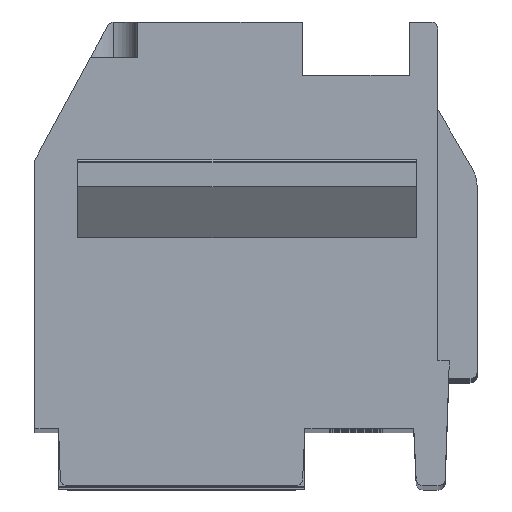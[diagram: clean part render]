
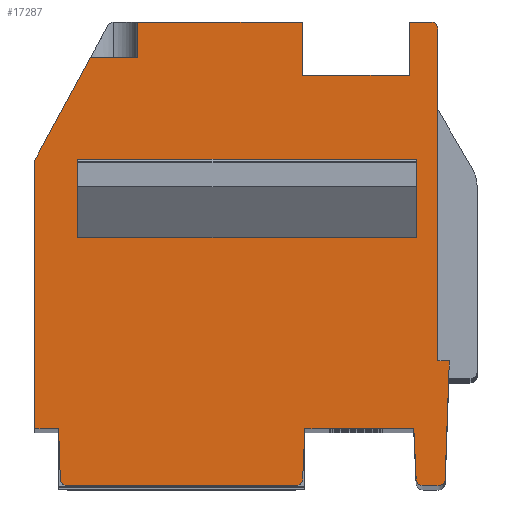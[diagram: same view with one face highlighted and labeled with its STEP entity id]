
A CAD part, top view. The second image highlights one B-rep face of the part: STEP entity #17287.
In plain terms, the highlighted planar face has unit normal (0, 0, 1).
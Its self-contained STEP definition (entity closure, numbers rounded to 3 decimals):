
#34=DIRECTION('',(0.,1.,0.));
#35=VECTOR('',#34,1.55);
#36=CARTESIAN_POINT('',(-5.188,0.15,67.5));
#37=LINE('',#36,#35);
#38=DIRECTION('',(-1.,0.,0.));
#39=VECTOR('',#38,9.5);
#40=CARTESIAN_POINT('',(4.312,0.15,67.5));
#41=LINE('',#40,#39);
#42=DIRECTION('',(0.,1.,0.));
#43=VECTOR('',#42,1.55);
#44=CARTESIAN_POINT('',(4.312,0.15,67.5));
#45=LINE('',#44,#43);
#46=DIRECTION('',(-1.,0.,0.));
#47=VECTOR('',#46,9.5);
#48=CARTESIAN_POINT('',(4.312,1.7,67.5));
#49=LINE('',#48,#47);
#50=DIRECTION('',(0.,-1.,0.));
#51=VECTOR('',#50,7.041);
#52=CARTESIAN_POINT('',(4.912,3.741,67.5));
#53=LINE('',#52,#51);
#54=DIRECTION('',(1.,0.,0.));
#55=VECTOR('',#54,0.32);
#56=CARTESIAN_POINT('',(4.912,-3.3,67.5));
#57=LINE('',#56,#55);
#58=DIRECTION('',(-0.035,-0.999,0.));
#59=VECTOR('',#58,0.502);
#60=CARTESIAN_POINT('',(5.232,-3.3,67.5));
#61=LINE('',#60,#59);
#62=DIRECTION('',(0.035,0.999,0.));
#63=VECTOR('',#62,2.807);
#64=CARTESIAN_POINT('',(5.116,-6.607,67.5));
#65=LINE('',#64,#63);
#66=CARTESIAN_POINT('',(4.916,-6.6,67.5));
#67=DIRECTION('',(0.,0.,-1.));
#68=DIRECTION('',(0.999,-0.035,0.));
#69=AXIS2_PLACEMENT_3D('',#66,#67,#68);
#71=DIRECTION('',(-1.,0.,0.));
#72=VECTOR('',#71,0.416);
#73=CARTESIAN_POINT('',(4.916,-6.8,67.5));
#74=LINE('',#73,#72);
#75=CARTESIAN_POINT('',(4.501,-6.6,67.5));
#76=DIRECTION('',(0.,0.,-1.));
#77=DIRECTION('',(0.,-1.,0.));
#78=AXIS2_PLACEMENT_3D('',#75,#76,#77);
#80=DIRECTION('',(-0.045,0.999,0.));
#81=VECTOR('',#80,1.411);
#82=CARTESIAN_POINT('',(4.301,-6.609,67.5));
#83=LINE('',#82,#81);
#84=DIRECTION('',(-1.,0.,0.));
#85=VECTOR('',#84,3.052);
#86=CARTESIAN_POINT('',(4.237,-5.2,67.5));
#87=LINE('',#86,#85);
#88=DIRECTION('',(0.045,0.999,0.));
#89=VECTOR('',#88,1.411);
#90=CARTESIAN_POINT('',(1.12,-6.609,67.5));
#91=LINE('',#90,#89);
#92=CARTESIAN_POINT('',(0.92,-6.6,67.5));
#93=DIRECTION('',(0.,0.,1.));
#94=DIRECTION('',(0.,-1.,0.));
#95=AXIS2_PLACEMENT_3D('',#92,#93,#94);
#97=DIRECTION('',(1.,0.,0.));
#98=VECTOR('',#97,6.396);
#99=CARTESIAN_POINT('',(-5.475,-6.8,67.5));
#100=LINE('',#99,#98);
#101=CARTESIAN_POINT('',(-5.475,-6.6,67.5));
#102=DIRECTION('',(0.,0.,1.));
#103=DIRECTION('',(-0.999,-0.035,0.));
#104=AXIS2_PLACEMENT_3D('',#101,#102,#103);
#106=DIRECTION('',(0.035,-0.999,0.));
#107=VECTOR('',#106,1.408);
#108=CARTESIAN_POINT('',(-5.724,-5.2,67.5));
#109=LINE('',#108,#107);
#110=DIRECTION('',(1.,0.,0.));
#111=VECTOR('',#110,0.664);
#112=CARTESIAN_POINT('',(-6.388,-5.2,67.5));
#113=LINE('',#112,#111);
#114=DIRECTION('',(0.,1.,0.));
#115=VECTOR('',#114,7.53);
#116=CARTESIAN_POINT('',(-6.388,-5.2,67.5));
#117=LINE('',#116,#115);
#118=DIRECTION('',(-0.477,-0.879,0.));
#119=VECTOR('',#118,3.266);
#120=CARTESIAN_POINT('',(-4.83,5.2,67.5));
#121=LINE('',#120,#119);
#122=DIRECTION('',(1.,0.,0.));
#123=VECTOR('',#122,1.316);
#124=CARTESIAN_POINT('',(-4.83,5.2,67.5));
#125=LINE('',#124,#123);
#126=DIRECTION('',(0.,1.,0.));
#127=VECTOR('',#126,1.);
#128=CARTESIAN_POINT('',(-3.514,5.2,67.5));
#129=LINE('',#128,#127);
#130=DIRECTION('',(-1.,0.,0.));
#131=VECTOR('',#130,4.626);
#132=CARTESIAN_POINT('',(1.112,6.2,67.5));
#133=LINE('',#132,#131);
#134=DIRECTION('',(0.,-1.,0.));
#135=VECTOR('',#134,1.5);
#136=CARTESIAN_POINT('',(1.112,6.2,67.5));
#137=LINE('',#136,#135);
#138=DIRECTION('',(1.,0.,0.));
#139=VECTOR('',#138,3.);
#140=CARTESIAN_POINT('',(1.112,4.7,67.5));
#141=LINE('',#140,#139);
#142=DIRECTION('',(0.,-1.,0.));
#143=VECTOR('',#142,1.5);
#144=CARTESIAN_POINT('',(4.112,6.2,67.5));
#145=LINE('',#144,#143);
#146=DIRECTION('',(-1.,0.,0.));
#147=VECTOR('',#146,0.6);
#148=CARTESIAN_POINT('',(4.712,6.2,67.5));
#149=LINE('',#148,#147);
#150=CARTESIAN_POINT('',(4.712,6.,67.5));
#151=DIRECTION('',(0.,0.,1.));
#152=DIRECTION('',(1.,0.,0.));
#153=AXIS2_PLACEMENT_3D('',#150,#151,#152);
#155=DIRECTION('',(0.,1.,0.));
#156=VECTOR('',#155,2.259);
#157=CARTESIAN_POINT('',(4.912,3.741,67.5));
#158=LINE('',#157,#156);
#13451=CARTESIAN_POINT('',(4.916,-6.8,67.5));
#13452=CARTESIAN_POINT('',(4.501,-6.8,67.5));
#13453=VERTEX_POINT('',#13451);
#13454=VERTEX_POINT('',#13452);
#13455=CARTESIAN_POINT('',(5.116,-6.607,67.5));
#13456=VERTEX_POINT('',#13455);
#13457=CARTESIAN_POINT('',(-6.388,-5.2,67.5));
#13458=CARTESIAN_POINT('',(-6.388,2.33,67.5));
#13459=VERTEX_POINT('',#13457);
#13460=VERTEX_POINT('',#13458);
#13461=CARTESIAN_POINT('',(4.301,-6.609,67.5));
#13462=CARTESIAN_POINT('',(4.237,-5.2,67.5));
#13463=VERTEX_POINT('',#13461);
#13464=VERTEX_POINT('',#13462);
#13498=CARTESIAN_POINT('',(-4.83,5.2,67.5));
#13499=CARTESIAN_POINT('',(-3.514,5.2,67.5));
#13500=VERTEX_POINT('',#13498);
#13501=VERTEX_POINT('',#13499);
#13502=CARTESIAN_POINT('',(-3.514,6.2,67.5));
#13503=VERTEX_POINT('',#13502);
#13549=CARTESIAN_POINT('',(-5.188,0.15,67.5));
#13550=CARTESIAN_POINT('',(-5.188,1.7,67.5));
#13551=VERTEX_POINT('',#13549);
#13552=VERTEX_POINT('',#13550);
#13553=CARTESIAN_POINT('',(4.312,0.15,67.5));
#13554=CARTESIAN_POINT('',(4.312,1.7,67.5));
#13555=VERTEX_POINT('',#13553);
#13556=VERTEX_POINT('',#13554);
#13609=CARTESIAN_POINT('',(4.912,6.,67.5));
#13610=CARTESIAN_POINT('',(4.712,6.2,67.5));
#13611=VERTEX_POINT('',#13609);
#13612=VERTEX_POINT('',#13610);
#13760=CARTESIAN_POINT('',(4.112,6.2,67.5));
#13761=CARTESIAN_POINT('',(4.112,4.7,67.5));
#13762=VERTEX_POINT('',#13760);
#13763=VERTEX_POINT('',#13761);
#13764=CARTESIAN_POINT('',(1.112,6.2,67.5));
#13765=CARTESIAN_POINT('',(1.112,4.7,67.5));
#13766=VERTEX_POINT('',#13764);
#13767=VERTEX_POINT('',#13765);
#13838=CARTESIAN_POINT('',(-5.675,-6.607,67.5));
#13839=CARTESIAN_POINT('',(-5.475,-6.8,67.5));
#13840=VERTEX_POINT('',#13838);
#13841=VERTEX_POINT('',#13839);
#13842=CARTESIAN_POINT('',(0.92,-6.8,67.5));
#13843=VERTEX_POINT('',#13842);
#13844=CARTESIAN_POINT('',(1.12,-6.609,67.5));
#13845=VERTEX_POINT('',#13844);
#13854=CARTESIAN_POINT('',(1.184,-5.2,67.5));
#13856=VERTEX_POINT('',#13854);
#13860=CARTESIAN_POINT('',(-5.724,-5.2,67.5));
#13861=VERTEX_POINT('',#13860);
#17210=CARTESIAN_POINT('',(4.912,3.741,67.5));
#17211=CARTESIAN_POINT('',(4.912,-3.3,67.5));
#17212=VERTEX_POINT('',#17210);
#17213=VERTEX_POINT('',#17211);
#17214=CARTESIAN_POINT('',(5.232,-3.3,67.5));
#17215=VERTEX_POINT('',#17214);
#17216=CARTESIAN_POINT('',(5.214,-3.802,67.5));
#17217=VERTEX_POINT('',#17216);
#17218=CARTESIAN_POINT('',(0.,0.,67.5));
#17219=DIRECTION('',(0.,0.,1.));
#17220=DIRECTION('',(1.,0.,0.));
#17221=AXIS2_PLACEMENT_3D('',#17218,#17219,#17220);
#17222=PLANE('',#17221);
#17224=ORIENTED_EDGE('',*,*,#17223,.T.);
#17226=ORIENTED_EDGE('',*,*,#17225,.T.);
#17228=ORIENTED_EDGE('',*,*,#17227,.T.);
#17230=ORIENTED_EDGE('',*,*,#17229,.F.);
#17232=ORIENTED_EDGE('',*,*,#17231,.T.);
#17234=ORIENTED_EDGE('',*,*,#17233,.T.);
#17236=ORIENTED_EDGE('',*,*,#17235,.T.);
#17238=ORIENTED_EDGE('',*,*,#17237,.T.);
#17240=ORIENTED_EDGE('',*,*,#17239,.T.);
#17242=ORIENTED_EDGE('',*,*,#17241,.F.);
#17244=ORIENTED_EDGE('',*,*,#17243,.F.);
#17246=ORIENTED_EDGE('',*,*,#17245,.F.);
#17248=ORIENTED_EDGE('',*,*,#17247,.F.);
#17250=ORIENTED_EDGE('',*,*,#17249,.F.);
#17252=ORIENTED_EDGE('',*,*,#17251,.F.);
#17254=ORIENTED_EDGE('',*,*,#17253,.T.);
#17256=ORIENTED_EDGE('',*,*,#17255,.F.);
#17258=ORIENTED_EDGE('',*,*,#17257,.T.);
#17260=ORIENTED_EDGE('',*,*,#17259,.T.);
#17262=ORIENTED_EDGE('',*,*,#17261,.F.);
#17264=ORIENTED_EDGE('',*,*,#17263,.T.);
#17266=ORIENTED_EDGE('',*,*,#17265,.T.);
#17268=ORIENTED_EDGE('',*,*,#17267,.F.);
#17270=ORIENTED_EDGE('',*,*,#17269,.F.);
#17272=ORIENTED_EDGE('',*,*,#17271,.F.);
#17274=ORIENTED_EDGE('',*,*,#17273,.F.);
#17275=EDGE_LOOP('',(#17224,#17226,#17228,#17230,#17232,#17234,#17236,#17238,
#17240,#17242,#17244,#17246,#17248,#17250,#17252,#17254,#17256,#17258,#17260,
#17262,#17264,#17266,#17268,#17270,#17272,#17274));
#17276=FACE_OUTER_BOUND('',#17275,.F.);
#17278=ORIENTED_EDGE('',*,*,#17277,.F.);
#17280=ORIENTED_EDGE('',*,*,#17279,.F.);
#17282=ORIENTED_EDGE('',*,*,#17281,.T.);
#17284=ORIENTED_EDGE('',*,*,#17283,.T.);
#17285=EDGE_LOOP('',(#17278,#17280,#17282,#17284));
#17286=FACE_BOUND('',#17285,.F.);
#70=CIRCLE('',#69,0.2);
#79=CIRCLE('',#78,0.2);
#96=CIRCLE('',#95,0.2);
#105=CIRCLE('',#104,0.2);
#154=CIRCLE('',#153,0.2);
#17223=EDGE_CURVE('',#17212,#17213,#53,.T.);
#17225=EDGE_CURVE('',#17213,#17215,#57,.T.);
#17227=EDGE_CURVE('',#17215,#17217,#61,.T.);
#17229=EDGE_CURVE('',#13456,#17217,#65,.T.);
#17231=EDGE_CURVE('',#13456,#13453,#70,.T.);
#17233=EDGE_CURVE('',#13453,#13454,#74,.T.);
#17235=EDGE_CURVE('',#13454,#13463,#79,.T.);
#17237=EDGE_CURVE('',#13463,#13464,#83,.T.);
#17239=EDGE_CURVE('',#13464,#13856,#87,.T.);
#17241=EDGE_CURVE('',#13845,#13856,#91,.T.);
#17243=EDGE_CURVE('',#13843,#13845,#96,.T.);
#17245=EDGE_CURVE('',#13841,#13843,#100,.T.);
#17247=EDGE_CURVE('',#13840,#13841,#105,.T.);
#17249=EDGE_CURVE('',#13861,#13840,#109,.T.);
#17251=EDGE_CURVE('',#13459,#13861,#113,.T.);
#17253=EDGE_CURVE('',#13459,#13460,#117,.T.);
#17255=EDGE_CURVE('',#13500,#13460,#121,.T.);
#17257=EDGE_CURVE('',#13500,#13501,#125,.T.);
#17259=EDGE_CURVE('',#13501,#13503,#129,.T.);
#17261=EDGE_CURVE('',#13766,#13503,#133,.T.);
#17263=EDGE_CURVE('',#13766,#13767,#137,.T.);
#17265=EDGE_CURVE('',#13767,#13763,#141,.T.);
#17267=EDGE_CURVE('',#13762,#13763,#145,.T.);
#17269=EDGE_CURVE('',#13612,#13762,#149,.T.);
#17271=EDGE_CURVE('',#13611,#13612,#154,.T.);
#17273=EDGE_CURVE('',#17212,#13611,#158,.T.);
#17277=EDGE_CURVE('',#13551,#13552,#37,.T.);
#17279=EDGE_CURVE('',#13555,#13551,#41,.T.);
#17281=EDGE_CURVE('',#13555,#13556,#45,.T.);
#17283=EDGE_CURVE('',#13556,#13552,#49,.T.);
#17287=ADVANCED_FACE('',(#17276,#17286),#17222,.T.);
